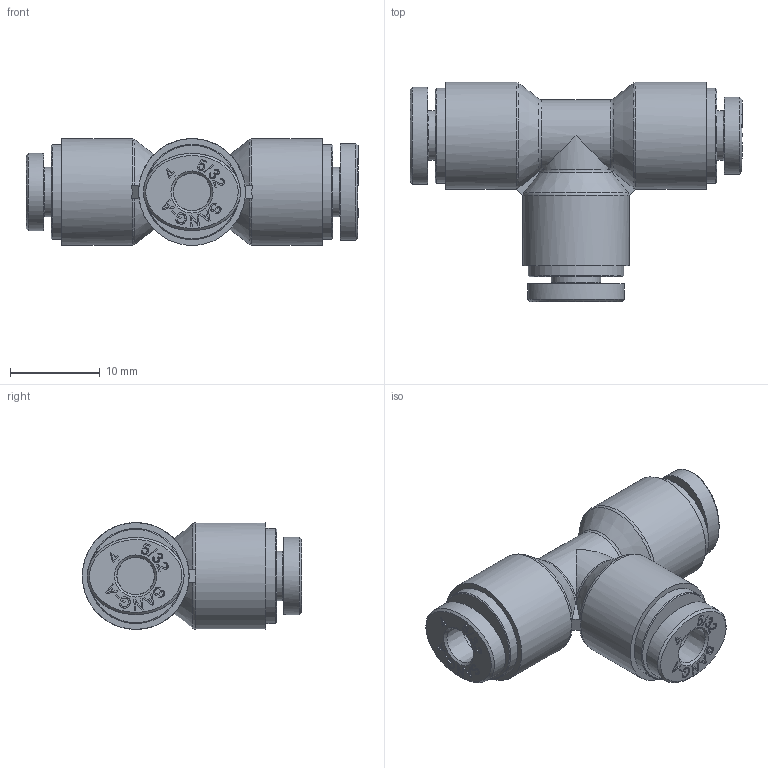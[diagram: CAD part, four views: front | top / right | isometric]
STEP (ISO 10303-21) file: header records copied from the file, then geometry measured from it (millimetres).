
FILE_DESCRIPTION((''),'2;1');
FILE_NAME('HR-PUT 04.stp','2020-03-19T14:15:07',('user'),(''),'Autodesk Inventor 2013','Autodesk Inventor 2013','');
FILE_SCHEMA(('AUTOMOTIVE_DESIGN { 1 0 10303 214 1 1 1 1 }'));
Length unit declared in the file: millimetre
Products named in the file (5): 조립품2; HR-PUT 04 BODY; HR-COLLAR 04; HR-Collar 04L(SUS); HR-SLEEVE 04
Assembly tree (6 placements, depth 3):
  조립품2
    HR-PUT 04 BODY
    HR-COLLAR 04  x3
      HR-Collar 04L(SUS)
      HR-SLEEVE 04
Bounding box: 37 x 24.45 x 11.9 mm (x, y, z)
Volume: 3875.4 mm3; surface area: 3457 mm2
Topology: 7 solids, 8 shells, 524 faces, 1377 edges, 916 vertices
Faces by surface type: plane 298, bspline 183, cylinder 18, cone 16, torus 8, sphere 1
Full cylindrical faces by diameter (mm): 4.179 x3, 4.2 x3, 5.5 x3, 10.6 x3, 11.9 x3
Entity records: 6509 total; most frequent: CARTESIAN_POINT 2032, ORIENTED_EDGE 988, DIRECTION 688, EDGE_CURVE 494, VERTEX_POINT 336, VECTOR 300, LINE 300, EDGE_LOOP 234
